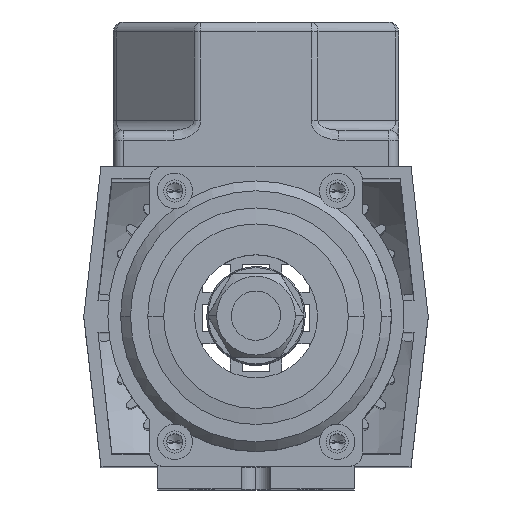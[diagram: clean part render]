
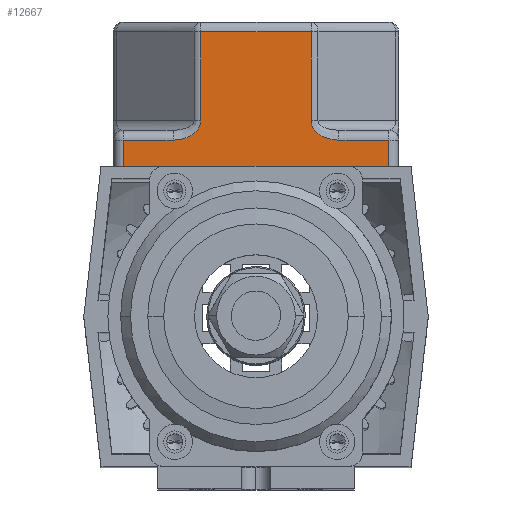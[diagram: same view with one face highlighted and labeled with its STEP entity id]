
A CAD part, top view. The second image highlights one B-rep face of the part: STEP entity #12667.
In plain terms, the highlighted face is planar.
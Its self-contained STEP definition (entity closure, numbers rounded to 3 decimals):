
#29 = EDGE_CURVE ( 'NONE', #11324, #6254, #18952, .T. ) ;
#1115 = VECTOR ( 'NONE', #3258, 1000. ) ;
#1178 =( BOUNDED_CURVE ( )  B_SPLINE_CURVE ( 3, ( #2580, #18055, #8664, #13565 ),
 .UNSPECIFIED., .F., .F. ) 
 B_SPLINE_CURVE_WITH_KNOTS ( ( 4, 4 ),
 ( 1.571, 3.142 ),
 .UNSPECIFIED. ) 
 CURVE ( )  GEOMETRIC_REPRESENTATION_ITEM ( )  RATIONAL_B_SPLINE_CURVE ( ( 1., 0.805, 0.805, 1. ) ) 
 REPRESENTATION_ITEM ( '' )  );
#1212 = CARTESIAN_POINT ( 'NONE',  ( -29., -29., 29.5 ) ) ;
#1509 = VERTEX_POINT ( 'NONE', #10766 ) ;
#1903 = CARTESIAN_POINT ( 'NONE',  ( -27., -29., 5.5 ) ) ;
#2580 = CARTESIAN_POINT ( 'NONE',  ( -16.841, -29., 5.5 ) ) ;
#3258 = DIRECTION ( 'NONE',  ( -1., 0., 0. ) ) ;
#3375 = CARTESIAN_POINT ( 'NONE',  ( -29., -29., 0. ) ) ;
#3462 = ORIENTED_EDGE ( 'NONE', *, *, #9429, .F. ) ;
#3632 = DIRECTION ( 'NONE',  ( 0., 0., 1. ) ) ;
#3799 = VERTEX_POINT ( 'NONE', #13988 ) ;
#4328 = DIRECTION ( 'NONE',  ( 0., 0., 1. ) ) ;
#4574 = ORIENTED_EDGE ( 'NONE', *, *, #19858, .T. ) ;
#5328 = DIRECTION ( 'NONE',  ( 0., 0., 1. ) ) ;
#5579 = LINE ( 'NONE', #18818, #18302 ) ;
#6017 = LINE ( 'NONE', #7983, #9880 ) ;
#6033 = CARTESIAN_POINT ( 'NONE',  ( 11.184, -29., 27.5 ) ) ;
#6254 = VERTEX_POINT ( 'NONE', #6033 ) ;
#6529 = VERTEX_POINT ( 'NONE', #14810 ) ;
#6617 = CARTESIAN_POINT ( 'NONE',  ( 11.184, -29., 9.5 ) ) ;
#6806 = VERTEX_POINT ( 'NONE', #10685 ) ;
#6823 = EDGE_LOOP ( 'NONE', ( #10415, #19236, #18721, #15415, #15675, #3462, #14469, #4574, #12683, #8624 ) ) ;
#6827 = VERTEX_POINT ( 'NONE', #10894 ) ;
#6962 = EDGE_CURVE ( 'NONE', #9952, #1509, #5579, .T. ) ;
#7111 =( BOUNDED_CURVE ( )  B_SPLINE_CURVE ( 3, ( #11605, #17773, #14616, #14882 ),
 .UNSPECIFIED., .F., .F. ) 
 B_SPLINE_CURVE_WITH_KNOTS ( ( 4, 4 ),
 ( 0., 1.571 ),
 .UNSPECIFIED. ) 
 CURVE ( )  GEOMETRIC_REPRESENTATION_ITEM ( )  RATIONAL_B_SPLINE_CURVE ( ( 1., 0.805, 0.805, 1. ) ) 
 REPRESENTATION_ITEM ( '' )  );
#7130 = DIRECTION ( 'NONE',  ( 0., 0., -1. ) ) ;
#7506 = EDGE_CURVE ( 'NONE', #6827, #18072, #6017, .T. ) ;
#7806 = CARTESIAN_POINT ( 'NONE',  ( 12.012, -29., 5.5 ) ) ;
#7983 = CARTESIAN_POINT ( 'NONE',  ( -11.184, -29., 7.5 ) ) ;
#8194 = CARTESIAN_POINT ( 'NONE',  ( -11.184, -29., 9.5 ) ) ;
#8624 = ORIENTED_EDGE ( 'NONE', *, *, #19083, .F. ) ;
#8664 = CARTESIAN_POINT ( 'NONE',  ( -11.184, -29., 7.157 ) ) ;
#8713 = DIRECTION ( 'NONE',  ( 0., 1., 0. ) ) ;
#8747 = VERTEX_POINT ( 'NONE', #1903 ) ;
#8956 = EDGE_CURVE ( 'NONE', #6529, #8747, #11738, .T. ) ;
#9304 = VECTOR ( 'NONE', #7130, 1000. ) ;
#9310 = LINE ( 'NONE', #7806, #1115 ) ;
#9323 = VECTOR ( 'NONE', #16521, 1000. ) ;
#9429 = EDGE_CURVE ( 'NONE', #11324, #3799, #7111, .T. ) ;
#9525 = AXIS2_PLACEMENT_3D ( 'NONE', #1212, #8713, #4328 ) ;
#9880 = VECTOR ( 'NONE', #17134, 1000. ) ;
#9952 = VERTEX_POINT ( 'NONE', #10801 ) ;
#10415 = ORIENTED_EDGE ( 'NONE', *, *, #8956, .T. ) ;
#10685 = CARTESIAN_POINT ( 'NONE',  ( -27., -29., 0. ) ) ;
#10766 = CARTESIAN_POINT ( 'NONE',  ( 27., -29., 5.5 ) ) ;
#10801 = CARTESIAN_POINT ( 'NONE',  ( 27., -29., 0. ) ) ;
#10894 = CARTESIAN_POINT ( 'NONE',  ( -11.184, -29., 27.5 ) ) ;
#11324 = VERTEX_POINT ( 'NONE', #6617 ) ;
#11500 = CARTESIAN_POINT ( 'NONE',  ( 11.184, -29., 27.5 ) ) ;
#11605 = CARTESIAN_POINT ( 'NONE',  ( 11.184, -29., 9.5 ) ) ;
#11638 = LINE ( 'NONE', #3375, #11887 ) ;
#11738 = LINE ( 'NONE', #19662, #9323 ) ;
#11887 = VECTOR ( 'NONE', #15914, 1000. ) ;
#11949 = EDGE_CURVE ( 'NONE', #1509, #3799, #9310, .T. ) ;
#12008 = VECTOR ( 'NONE', #5328, 1000. ) ;
#12206 = LINE ( 'NONE', #16343, #9304 ) ;
#12667 = ADVANCED_FACE ( 'NONE', ( #18891 ), #16506, .F. ) ;
#12683 = ORIENTED_EDGE ( 'NONE', *, *, #7506, .T. ) ;
#13376 = DIRECTION ( 'NONE',  ( -1., 0., 0. ) ) ;
#13565 = CARTESIAN_POINT ( 'NONE',  ( -11.184, -29., 9.5 ) ) ;
#13873 = LINE ( 'NONE', #19735, #18688 ) ;
#13988 = CARTESIAN_POINT ( 'NONE',  ( 16.841, -29., 5.5 ) ) ;
#14195 = EDGE_CURVE ( 'NONE', #6806, #9952, #11638, .T. ) ;
#14469 = ORIENTED_EDGE ( 'NONE', *, *, #29, .T. ) ;
#14616 = CARTESIAN_POINT ( 'NONE',  ( 13.527, -29., 5.5 ) ) ;
#14810 = CARTESIAN_POINT ( 'NONE',  ( -16.841, -29., 5.5 ) ) ;
#14882 = CARTESIAN_POINT ( 'NONE',  ( 16.841, -29., 5.5 ) ) ;
#15415 = ORIENTED_EDGE ( 'NONE', *, *, #6962, .T. ) ;
#15675 = ORIENTED_EDGE ( 'NONE', *, *, #11949, .T. ) ;
#15914 = DIRECTION ( 'NONE',  ( 1., 0., 0. ) ) ;
#16343 = CARTESIAN_POINT ( 'NONE',  ( -27., -29., 29.5 ) ) ;
#16506 = PLANE ( 'NONE',  #9525 ) ;
#16521 = DIRECTION ( 'NONE',  ( -1., 0., 0. ) ) ;
#17134 = DIRECTION ( 'NONE',  ( 0., 0., -1. ) ) ;
#17773 = CARTESIAN_POINT ( 'NONE',  ( 11.184, -29., 7.157 ) ) ;
#18055 = CARTESIAN_POINT ( 'NONE',  ( -13.527, -29., 5.5 ) ) ;
#18072 = VERTEX_POINT ( 'NONE', #8194 ) ;
#18302 = VECTOR ( 'NONE', #3632, 1000. ) ;
#18688 = VECTOR ( 'NONE', #13376, 1000. ) ;
#18721 = ORIENTED_EDGE ( 'NONE', *, *, #14195, .T. ) ;
#18818 = CARTESIAN_POINT ( 'NONE',  ( 27., -29., 29.5 ) ) ;
#18891 = FACE_OUTER_BOUND ( 'NONE', #6823, .T. ) ;
#18952 = LINE ( 'NONE', #11500, #12008 ) ;
#19083 = EDGE_CURVE ( 'NONE', #6529, #18072, #1178, .T. ) ;
#19236 = ORIENTED_EDGE ( 'NONE', *, *, #19765, .T. ) ;
#19662 = CARTESIAN_POINT ( 'NONE',  ( -29., -29., 5.5 ) ) ;
#19735 = CARTESIAN_POINT ( 'NONE',  ( -29., -29., 27.5 ) ) ;
#19765 = EDGE_CURVE ( 'NONE', #8747, #6806, #12206, .T. ) ;
#19858 = EDGE_CURVE ( 'NONE', #6254, #6827, #13873, .T. ) ;
